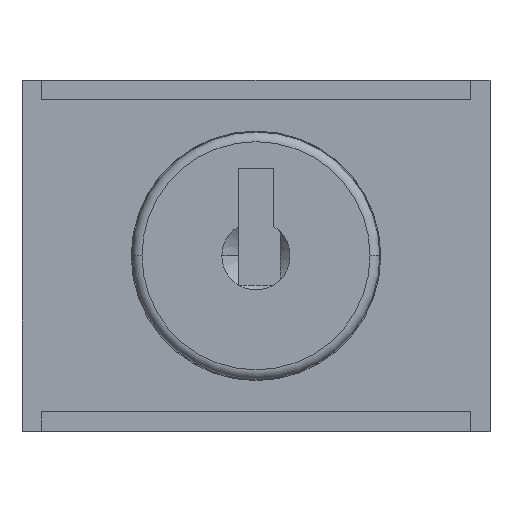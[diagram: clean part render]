
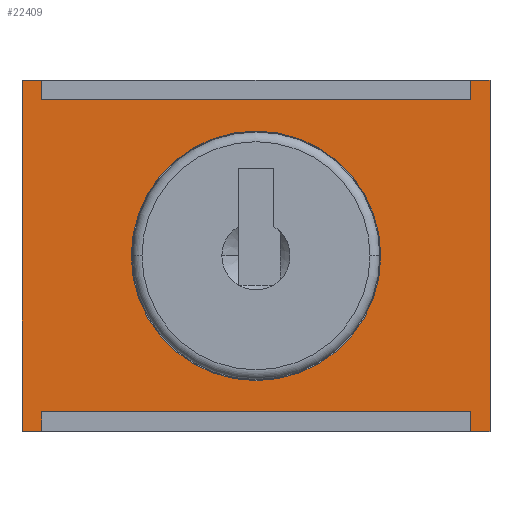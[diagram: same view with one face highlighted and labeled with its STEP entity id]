
A CAD part, top view. The second image highlights one B-rep face of the part: STEP entity #22409.
In plain terms, the highlighted face is planar.
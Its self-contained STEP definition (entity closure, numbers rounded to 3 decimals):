
#32 = VERTEX_POINT ( 'NONE', #15909 ) ;
#215 = CARTESIAN_POINT ( 'NONE',  ( -12., 10., 9. ) ) ;
#393 = CIRCLE ( 'NONE', #17686, 6.4 ) ;
#1667 = LINE ( 'NONE', #14569, #24535 ) ;
#1725 = EDGE_CURVE ( 'NONE', #12104, #12474, #20406, .T. ) ;
#1754 = CARTESIAN_POINT ( 'NONE',  ( -12., 10., 9. ) ) ;
#1921 = VERTEX_POINT ( 'NONE', #7824 ) ;
#1998 = ORIENTED_EDGE ( 'NONE', *, *, #21646, .F. ) ;
#2096 = DIRECTION ( 'NONE',  ( 0., 0., -1. ) ) ;
#2149 = ORIENTED_EDGE ( 'NONE', *, *, #19287, .F. ) ;
#2498 = CARTESIAN_POINT ( 'NONE',  ( 12., 10., -9. ) ) ;
#2731 = DIRECTION ( 'NONE',  ( 0., 0., -1. ) ) ;
#3145 = LINE ( 'NONE', #215, #14240 ) ;
#3162 = FACE_OUTER_BOUND ( 'NONE', #21976, .T. ) ;
#3592 = ORIENTED_EDGE ( 'NONE', *, *, #11566, .F. ) ;
#3917 = EDGE_LOOP ( 'NONE', ( #1998, #9117 ) ) ;
#3921 = AXIS2_PLACEMENT_3D ( 'NONE', #19212, #10903, #25515 ) ;
#4546 = ORIENTED_EDGE ( 'NONE', *, *, #21225, .T. ) ;
#4579 = CARTESIAN_POINT ( 'NONE',  ( 11., 10., 8. ) ) ;
#4754 = CARTESIAN_POINT ( 'NONE',  ( -11., 10., 8. ) ) ;
#5114 = CARTESIAN_POINT ( 'NONE',  ( -12., 10., -9. ) ) ;
#5459 = ORIENTED_EDGE ( 'NONE', *, *, #8599, .F. ) ;
#5551 = DIRECTION ( 'NONE',  ( -1., 0., 0. ) ) ;
#5667 = CARTESIAN_POINT ( 'NONE',  ( 11., 10., -8. ) ) ;
#6033 = EDGE_CURVE ( 'NONE', #1921, #19839, #13152, .T. ) ;
#6169 = ORIENTED_EDGE ( 'NONE', *, *, #7925, .T. ) ;
#6333 = VERTEX_POINT ( 'NONE', #5667 ) ;
#6409 = VERTEX_POINT ( 'NONE', #1754 ) ;
#6680 = ORIENTED_EDGE ( 'NONE', *, *, #13484, .T. ) ;
#6887 = DIRECTION ( 'NONE',  ( 1., 0., 0. ) ) ;
#7530 = ORIENTED_EDGE ( 'NONE', *, *, #12202, .F. ) ;
#7615 = VECTOR ( 'NONE', #19258, 1000. ) ;
#7824 = CARTESIAN_POINT ( 'NONE',  ( 12., 10., -9. ) ) ;
#7925 = EDGE_CURVE ( 'NONE', #32, #1921, #1667, .T. ) ;
#8166 = LINE ( 'NONE', #18034, #24817 ) ;
#8599 = EDGE_CURVE ( 'NONE', #15495, #15010, #19899, .T. ) ;
#8608 = LINE ( 'NONE', #24694, #19692 ) ;
#8810 = VECTOR ( 'NONE', #24782, 1000. ) ;
#8912 = VECTOR ( 'NONE', #6887, 1000. ) ;
#8926 = ORIENTED_EDGE ( 'NONE', *, *, #18399, .T. ) ;
#9117 = ORIENTED_EDGE ( 'NONE', *, *, #12218, .F. ) ;
#9502 = CARTESIAN_POINT ( 'NONE',  ( 12., 10., 9. ) ) ;
#9788 = CARTESIAN_POINT ( 'NONE',  ( 0., 10., 0. ) ) ;
#10177 = CARTESIAN_POINT ( 'NONE',  ( -11., 10., -9. ) ) ;
#10903 = DIRECTION ( 'NONE',  ( 0., 1., 0. ) ) ;
#10948 = DIRECTION ( 'NONE',  ( -1., 0., 0. ) ) ;
#10963 = VERTEX_POINT ( 'NONE', #22302 ) ;
#11022 = DIRECTION ( 'NONE',  ( 0., 1., 0. ) ) ;
#11566 = EDGE_CURVE ( 'NONE', #6333, #19839, #8608, .T. ) ;
#11568 = ORIENTED_EDGE ( 'NONE', *, *, #6033, .T. ) ;
#11880 = DIRECTION ( 'NONE',  ( 0., 0., 1. ) ) ;
#12104 = VERTEX_POINT ( 'NONE', #13510 ) ;
#12145 = CARTESIAN_POINT ( 'NONE',  ( -11., 10., 8. ) ) ;
#12179 = DIRECTION ( 'NONE',  ( 0., 0., -1. ) ) ;
#12202 = EDGE_CURVE ( 'NONE', #16707, #17668, #16377, .T. ) ;
#12218 = EDGE_CURVE ( 'NONE', #10963, #24728, #393, .T. ) ;
#12442 = DIRECTION ( 'NONE',  ( 1., 0., 0. ) ) ;
#12474 = VERTEX_POINT ( 'NONE', #4579 ) ;
#12696 = CARTESIAN_POINT ( 'NONE',  ( -11., 10., 9. ) ) ;
#13152 = LINE ( 'NONE', #2498, #7615 ) ;
#13215 = CARTESIAN_POINT ( 'NONE',  ( -11., 10., -9. ) ) ;
#13484 = EDGE_CURVE ( 'NONE', #15495, #16388, #8166, .T. ) ;
#13510 = CARTESIAN_POINT ( 'NONE',  ( 11., 10., 9. ) ) ;
#13582 = FACE_BOUND ( 'NONE', #3917, .T. ) ;
#13688 = CARTESIAN_POINT ( 'NONE',  ( -11., 10., 9. ) ) ;
#14240 = VECTOR ( 'NONE', #14823, 1000. ) ;
#14569 = CARTESIAN_POINT ( 'NONE',  ( 12., 10., 9. ) ) ;
#14823 = DIRECTION ( 'NONE',  ( 0., 0., 1. ) ) ;
#15010 = VERTEX_POINT ( 'NONE', #26745 ) ;
#15495 = VERTEX_POINT ( 'NONE', #13215 ) ;
#15909 = CARTESIAN_POINT ( 'NONE',  ( 12., 10., 9. ) ) ;
#16134 = LINE ( 'NONE', #4754, #21062 ) ;
#16377 = LINE ( 'NONE', #13688, #26881 ) ;
#16388 = VERTEX_POINT ( 'NONE', #5114 ) ;
#16644 = AXIS2_PLACEMENT_3D ( 'NONE', #23548, #11022, #25636 ) ;
#16707 = VERTEX_POINT ( 'NONE', #12145 ) ;
#16874 = CIRCLE ( 'NONE', #16644, 6.4 ) ;
#17090 = PLANE ( 'NONE',  #3921 ) ;
#17434 = ORIENTED_EDGE ( 'NONE', *, *, #20398, .F. ) ;
#17668 = VERTEX_POINT ( 'NONE', #12696 ) ;
#17686 = AXIS2_PLACEMENT_3D ( 'NONE', #9788, #24395, #11880 ) ;
#18034 = CARTESIAN_POINT ( 'NONE',  ( 12., 10., -9. ) ) ;
#18115 = CARTESIAN_POINT ( 'NONE',  ( 0., 10., -6.4 ) ) ;
#18399 = EDGE_CURVE ( 'NONE', #16388, #6409, #3145, .T. ) ;
#18534 = LINE ( 'NONE', #9502, #23449 ) ;
#18636 = CARTESIAN_POINT ( 'NONE',  ( 12., 10., 9. ) ) ;
#19212 = CARTESIAN_POINT ( 'NONE',  ( 0., 10., 0. ) ) ;
#19258 = DIRECTION ( 'NONE',  ( -1., 0., 0. ) ) ;
#19287 = EDGE_CURVE ( 'NONE', #12474, #16707, #16134, .T. ) ;
#19466 = CARTESIAN_POINT ( 'NONE',  ( -11., 10., -8. ) ) ;
#19491 = CARTESIAN_POINT ( 'NONE',  ( 11., 10., 9. ) ) ;
#19691 = VECTOR ( 'NONE', #12442, 1000. ) ;
#19692 = VECTOR ( 'NONE', #12179, 1000. ) ;
#19839 = VERTEX_POINT ( 'NONE', #25004 ) ;
#19899 = LINE ( 'NONE', #10177, #8810 ) ;
#20367 = LINE ( 'NONE', #18636, #19691 ) ;
#20398 = EDGE_CURVE ( 'NONE', #15010, #6333, #26899, .T. ) ;
#20406 = LINE ( 'NONE', #19491, #25945 ) ;
#20839 = EDGE_CURVE ( 'NONE', #12104, #32, #20367, .T. ) ;
#21062 = VECTOR ( 'NONE', #10948, 1000. ) ;
#21225 = EDGE_CURVE ( 'NONE', #6409, #17668, #18534, .T. ) ;
#21646 = EDGE_CURVE ( 'NONE', #24728, #10963, #16874, .T. ) ;
#21953 = ORIENTED_EDGE ( 'NONE', *, *, #1725, .F. ) ;
#21976 = EDGE_LOOP ( 'NONE', ( #5459, #6680, #8926, #4546, #7530, #2149, #21953, #25051, #6169, #11568, #3592, #17434 ) ) ;
#22302 = CARTESIAN_POINT ( 'NONE',  ( 0., 10., 6.4 ) ) ;
#22409 = ADVANCED_FACE ( 'NONE', ( #3162, #13582 ), #17090, .T. ) ;
#23449 = VECTOR ( 'NONE', #26211, 1000. ) ;
#23548 = CARTESIAN_POINT ( 'NONE',  ( 0., 10., 0. ) ) ;
#24302 = DIRECTION ( 'NONE',  ( 0., 0., 1. ) ) ;
#24395 = DIRECTION ( 'NONE',  ( 0., 1., 0. ) ) ;
#24535 = VECTOR ( 'NONE', #2096, 1000. ) ;
#24694 = CARTESIAN_POINT ( 'NONE',  ( 11., 10., -9. ) ) ;
#24728 = VERTEX_POINT ( 'NONE', #18115 ) ;
#24782 = DIRECTION ( 'NONE',  ( 0., 0., 1. ) ) ;
#24817 = VECTOR ( 'NONE', #5551, 1000. ) ;
#25004 = CARTESIAN_POINT ( 'NONE',  ( 11., 10., -9. ) ) ;
#25051 = ORIENTED_EDGE ( 'NONE', *, *, #20839, .T. ) ;
#25515 = DIRECTION ( 'NONE',  ( 0., 0., 1. ) ) ;
#25636 = DIRECTION ( 'NONE',  ( 0., 0., 1. ) ) ;
#25945 = VECTOR ( 'NONE', #2731, 1000. ) ;
#26211 = DIRECTION ( 'NONE',  ( 1., 0., 0. ) ) ;
#26745 = CARTESIAN_POINT ( 'NONE',  ( -11., 10., -8. ) ) ;
#26881 = VECTOR ( 'NONE', #24302, 1000. ) ;
#26899 = LINE ( 'NONE', #19466, #8912 ) ;
